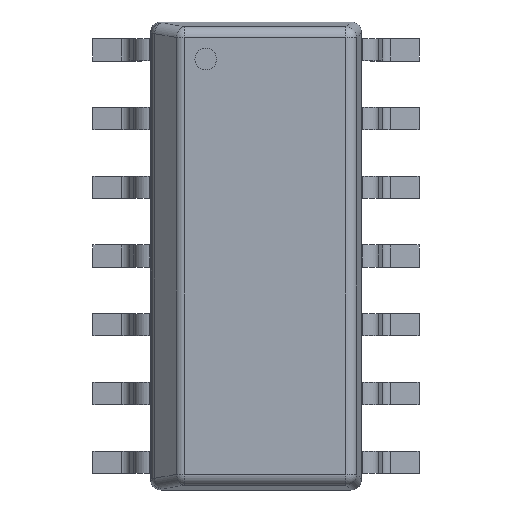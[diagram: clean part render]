
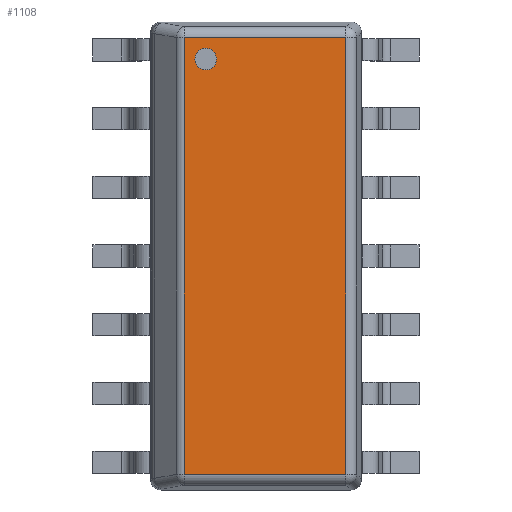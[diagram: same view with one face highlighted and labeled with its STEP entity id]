
A CAD part, top view. The second image highlights one B-rep face of the part: STEP entity #1108.
In plain terms, the highlighted face is planar.
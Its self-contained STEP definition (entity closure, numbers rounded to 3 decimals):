
#118=LINE('',#1865,#201);
#119=LINE('',#1870,#202);
#120=LINE('',#1872,#203);
#121=LINE('',#1873,#204);
#201=VECTOR('',#1460,2.991);
#202=VECTOR('',#1467,8.075);
#203=VECTOR('',#1468,2.991);
#204=VECTOR('',#1469,8.075);
#302=FACE_OUTER_BOUND('',#375,.T.);
#375=EDGE_LOOP('',(#816,#817,#818,#819));
#539=VERTEX_POINT('',#1863);
#540=VERTEX_POINT('',#1864);
#541=VERTEX_POINT('',#1869);
#542=VERTEX_POINT('',#1871);
#641=EDGE_CURVE('',#539,#540,#118,.T.);
#644=EDGE_CURVE('',#541,#540,#119,.T.);
#645=EDGE_CURVE('',#541,#542,#120,.T.);
#646=EDGE_CURVE('',#542,#539,#121,.T.);
#816=ORIENTED_EDGE('',*,*,#644,.F.);
#817=ORIENTED_EDGE('',*,*,#645,.T.);
#818=ORIENTED_EDGE('',*,*,#646,.T.);
#819=ORIENTED_EDGE('',*,*,#641,.T.);
#1068=PLANE('',#1234);
#1108=ADVANCED_FACE('',(#302),#1068,.T.);
#1234=AXIS2_PLACEMENT_3D('',#1868,#1465,#1466);
#1460=DIRECTION('',(0.,0.,-1.));
#1465=DIRECTION('center_axis',(0.,1.,0.));
#1466=DIRECTION('ref_axis',(1.,0.,0.));
#1467=DIRECTION('',(1.,0.,0.));
#1468=DIRECTION('',(0.,0.,1.));
#1469=DIRECTION('',(1.,0.,0.));
#1863=CARTESIAN_POINT('',(4.037,0.68,1.662));
#1864=CARTESIAN_POINT('',(4.037,0.68,-1.329));
#1865=CARTESIAN_POINT('',(4.037,0.68,1.662));
#1868=CARTESIAN_POINT('Origin',(0.,0.68,0.));
#1869=CARTESIAN_POINT('',(-4.037,0.68,-1.329));
#1870=CARTESIAN_POINT('',(-4.037,0.68,-1.329));
#1871=CARTESIAN_POINT('',(-4.037,0.68,1.662));
#1872=CARTESIAN_POINT('',(-4.037,0.68,-1.329));
#1873=CARTESIAN_POINT('',(-4.037,0.68,1.662));
